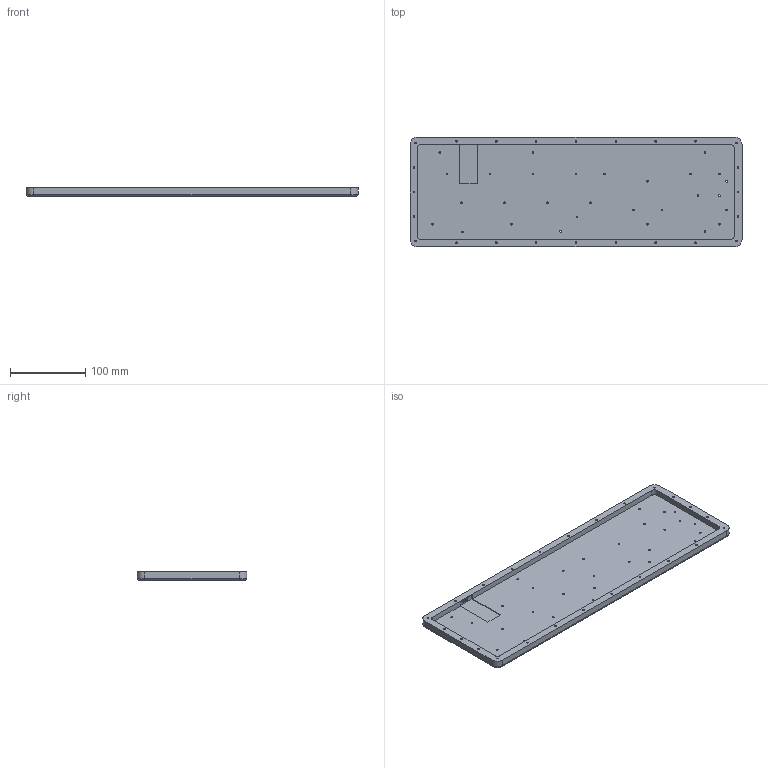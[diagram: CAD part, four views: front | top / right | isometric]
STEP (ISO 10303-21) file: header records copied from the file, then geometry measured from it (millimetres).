
FILE_DESCRIPTION(('HOOPS Exchange Step'),'2;1');
FILE_NAME('temp_export','2023-12-12T15:50:26-05:00',('jscotto'),('Shapr3D Limited'),'HOOPS Exchange 2023.2','Shapr3D','Authorized');
FILE_SCHEMA( ('AUTOMOTIVE_DESIGN { 1 0 10303 214 1 1 1 1 }') );
Length unit declared in the file: millimetre
Products named in the file (1): Case (Bottom)
Bounding box: 441.1 x 145.82 x 11 mm (x, y, z)
Volume: 275898.4 mm3; surface area: 152167.1 mm2
Topology: 1 solids, 1 shells, 172 faces, 550 edges, 376 vertices
Faces by surface type: cylinder 93, cone 53, plane 22, torus 4
Full cylindrical faces by diameter (mm): 2.2 x53, 4.2 x24
Entity records: 17254 total; most frequent: CARTESIAN_POINT 12271, ORIENTED_EDGE 1052, DIRECTION 952, EDGE_CURVE 526, VERTEX_POINT 376, AXIS2_PLACEMENT_3D 373, EDGE_LOOP 300, FACE_BOUND 300
